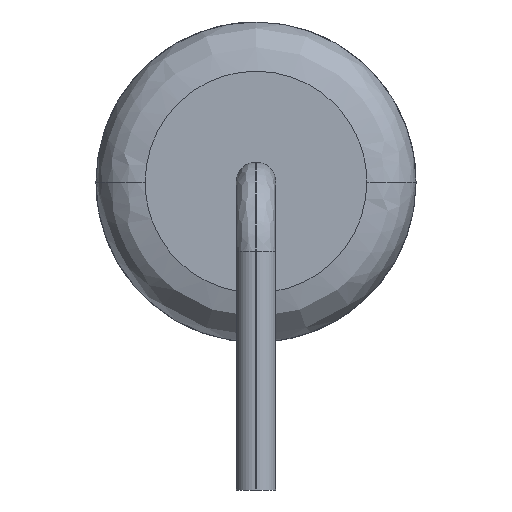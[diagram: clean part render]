
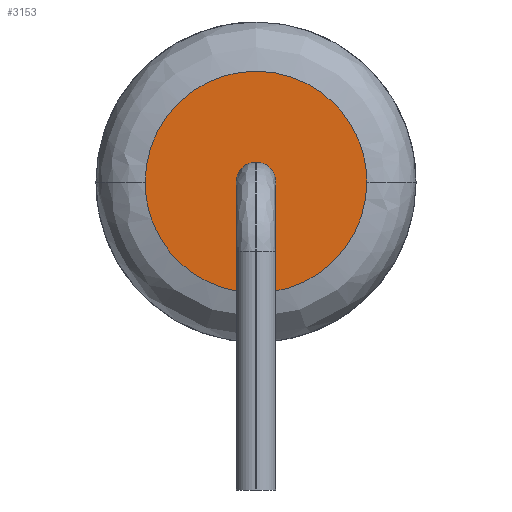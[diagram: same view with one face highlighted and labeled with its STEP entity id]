
A CAD part, left-side view. The second image highlights one B-rep face of the part: STEP entity #3153.
In plain terms, the highlighted planar face has unit normal (-1, 0, 0).
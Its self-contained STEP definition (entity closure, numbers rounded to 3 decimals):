
#70 = EDGE_CURVE ( 'NONE', #4312, #1055, #4160, .T. ) ;
#177 = CARTESIAN_POINT ( 'NONE',  ( 2.68, -2.25, 3.25 ) ) ;
#223 = CARTESIAN_POINT ( 'NONE',  ( 2.68, -2.25, -1.25 ) ) ;
#320 = EDGE_LOOP ( 'NONE', ( #4432, #657 ) ) ;
#444 = FACE_OUTER_BOUND ( 'NONE', #320, .T. ) ;
#498 = EDGE_CURVE ( 'NONE', #1055, #4312, #3737, .T. ) ;
#657 = ORIENTED_EDGE ( 'NONE', *, *, #70, .F. ) ;
#1055 = VERTEX_POINT ( 'NONE', #1756 ) ;
#1293 = CARTESIAN_POINT ( 'NONE',  ( 2.68, -2.25, 3.25 ) ) ;
#1647 = DIRECTION ( 'NONE',  ( 1., 0., 0. ) ) ;
#1756 = CARTESIAN_POINT ( 'NONE',  ( 2.68, 2.25, 3.25 ) ) ;
#1933 = CARTESIAN_POINT ( 'NONE',  ( 2.68, -2.25, 3.25 ) ) ;
#3037 = DIRECTION ( 'NONE',  ( 0., 0., -1. ) ) ;
#3123 = CARTESIAN_POINT ( 'NONE',  ( 2.68, 2.25, 3.25 ) ) ;
#3153 = ADVANCED_FACE ( 'NONE', ( #444 ), #4632, .F. ) ;
#3177 = CARTESIAN_POINT ( 'NONE',  ( 2.68, -2.25, 7.75 ) ) ;
#3206 = AXIS2_PLACEMENT_3D ( 'NONE', #4680, #1647, #3037 ) ;
#3382 = CARTESIAN_POINT ( 'NONE',  ( 2.68, 2.25, 3.25 ) ) ;
#3583 = CARTESIAN_POINT ( 'NONE',  ( 2.68, 2.25, 7.75 ) ) ;
#3737 =( BOUNDED_CURVE ( )  B_SPLINE_CURVE ( 3, ( #3382, #3583, #3177, #1293 ),
 .UNSPECIFIED., .F., .F. ) 
 B_SPLINE_CURVE_WITH_KNOTS ( ( 4, 4 ),
 ( 0., 0.5 ),
 .UNSPECIFIED. ) 
 CURVE ( )  GEOMETRIC_REPRESENTATION_ITEM ( )  RATIONAL_B_SPLINE_CURVE ( ( 1., 0.333, 0.333, 1. ) ) 
 REPRESENTATION_ITEM ( '' )  );
#4160 =( BOUNDED_CURVE ( )  B_SPLINE_CURVE ( 3, ( #177, #223, #4272, #3123 ),
 .UNSPECIFIED., .F., .T. ) 
 B_SPLINE_CURVE_WITH_KNOTS ( ( 4, 4 ),
 ( 0.5, 1. ),
 .UNSPECIFIED. ) 
 CURVE ( )  GEOMETRIC_REPRESENTATION_ITEM ( )  RATIONAL_B_SPLINE_CURVE ( ( 1., 0.333, 0.333, 1. ) ) 
 REPRESENTATION_ITEM ( '' )  );
#4272 = CARTESIAN_POINT ( 'NONE',  ( 2.68, 2.25, -1.25 ) ) ;
#4312 = VERTEX_POINT ( 'NONE', #1933 ) ;
#4432 = ORIENTED_EDGE ( 'NONE', *, *, #498, .F. ) ;
#4632 = PLANE ( 'NONE',  #3206 ) ;
#4680 = CARTESIAN_POINT ( 'NONE',  ( 2.68, 0., 3.25 ) ) ;
